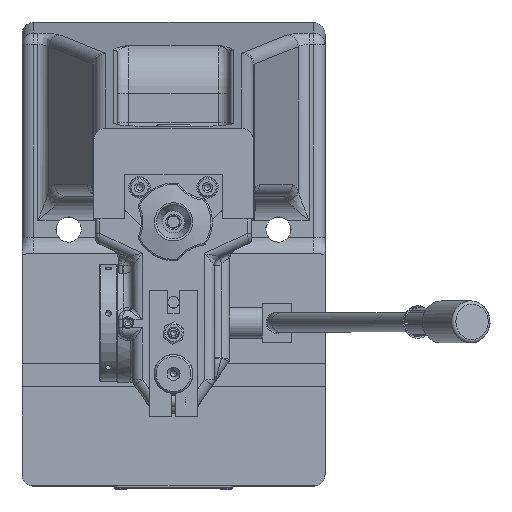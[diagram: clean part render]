
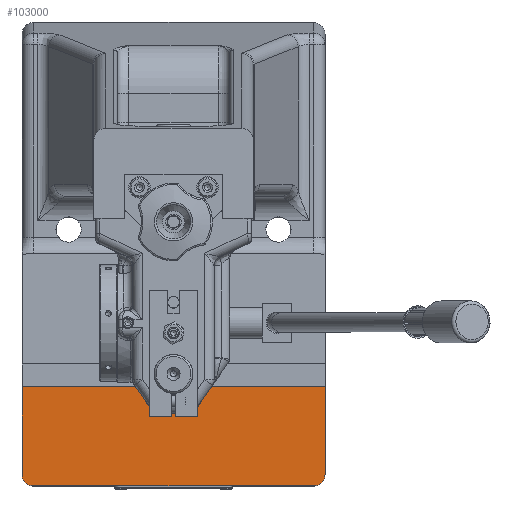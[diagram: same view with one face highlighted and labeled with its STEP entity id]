
A CAD part, top view. The second image highlights one B-rep face of the part: STEP entity #103000.
In plain terms, the highlighted planar face has unit normal (0, 0, 1).
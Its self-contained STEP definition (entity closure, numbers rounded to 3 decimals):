
#7323=PLANE('',#108237);
#14025=LINE('',#151361,#24030);
#14047=LINE('',#151416,#24052);
#14053=LINE('',#151495,#24058);
#14054=LINE('',#151498,#24059);
#24030=VECTOR('',#120536,10.);
#24052=VECTOR('',#120570,10.);
#24058=VECTOR('',#120594,10.);
#24059=VECTOR('',#120597,10.);
#31399=FACE_OUTER_BOUND('',#36811,.T.);
#36811=EDGE_LOOP('',(#76731,#76732,#76733,#76734,#76735,#76736));
#40483=CIRCLE('',#108238,6.);
#40484=CIRCLE('',#108239,6.);
#45861=VERTEX_POINT('',#151357);
#45863=VERTEX_POINT('',#151360);
#45878=VERTEX_POINT('',#151414);
#45889=VERTEX_POINT('',#151492);
#45890=VERTEX_POINT('',#151494);
#45891=VERTEX_POINT('',#151496);
#57647=EDGE_CURVE('',#45863,#45861,#14025,.T.);
#57670=EDGE_CURVE('',#45878,#45861,#14047,.T.);
#57686=EDGE_CURVE('',#45889,#45878,#40483,.T.);
#57687=EDGE_CURVE('',#45890,#45889,#14053,.T.);
#57688=EDGE_CURVE('',#45891,#45890,#40484,.T.);
#57689=EDGE_CURVE('',#45863,#45891,#14054,.T.);
#76731=ORIENTED_EDGE('',*,*,#57647,.T.);
#76732=ORIENTED_EDGE('',*,*,#57670,.F.);
#76733=ORIENTED_EDGE('',*,*,#57686,.F.);
#76734=ORIENTED_EDGE('',*,*,#57687,.F.);
#76735=ORIENTED_EDGE('',*,*,#57688,.F.);
#76736=ORIENTED_EDGE('',*,*,#57689,.F.);
#103000=ADVANCED_FACE('',(#31399),#7323,.T.);
#108237=AXIS2_PLACEMENT_3D('',#151491,#120590,#120591);
#108238=AXIS2_PLACEMENT_3D('',#151493,#120592,#120593);
#108239=AXIS2_PLACEMENT_3D('',#151497,#120595,#120596);
#120536=DIRECTION('',(-0.707,-0.707,0.));
#120570=DIRECTION('',(-0.707,0.707,0.));
#120590=DIRECTION('center_axis',(0.,0.,
1.));
#120591=DIRECTION('ref_axis',(1.,0.,0.));
#120592=DIRECTION('center_axis',(0.,0.,
-1.));
#120593=DIRECTION('ref_axis',(0.,-1.,0.));
#120594=DIRECTION('',(-0.707,-0.707,0.));
#120595=DIRECTION('center_axis',(0.,0.,
-1.));
#120596=DIRECTION('ref_axis',(1.,0.,0.));
#120597=DIRECTION('',(0.707,-0.707,0.));
#151357=CARTESIAN_POINT('',(22.627,-243.245,58.5));
#151360=CARTESIAN_POINT('',(132.936,-132.936,58.5));
#151361=CARTESIAN_POINT('',(78.33,-187.542,58.5));
#151414=CARTESIAN_POINT('',(54.447,-275.065,58.5));
#151416=CARTESIAN_POINT('',(18.083,-238.701,58.5));
#151491=CARTESIAN_POINT('Origin',(72.619,-180.734,58.5));
#151492=CARTESIAN_POINT('',(62.933,-275.065,58.5));
#151493=CARTESIAN_POINT('Origin',(58.69,-270.822,58.5));
#151494=CARTESIAN_POINT('',(164.756,-173.241,58.5));
#151495=CARTESIAN_POINT('',(86.815,-251.182,58.5));
#151496=CARTESIAN_POINT('',(164.756,-164.756,58.5));
#151497=CARTESIAN_POINT('Origin',(160.513,-168.999,58.5));
#151498=CARTESIAN_POINT('',(63.338,-63.338,58.5));
